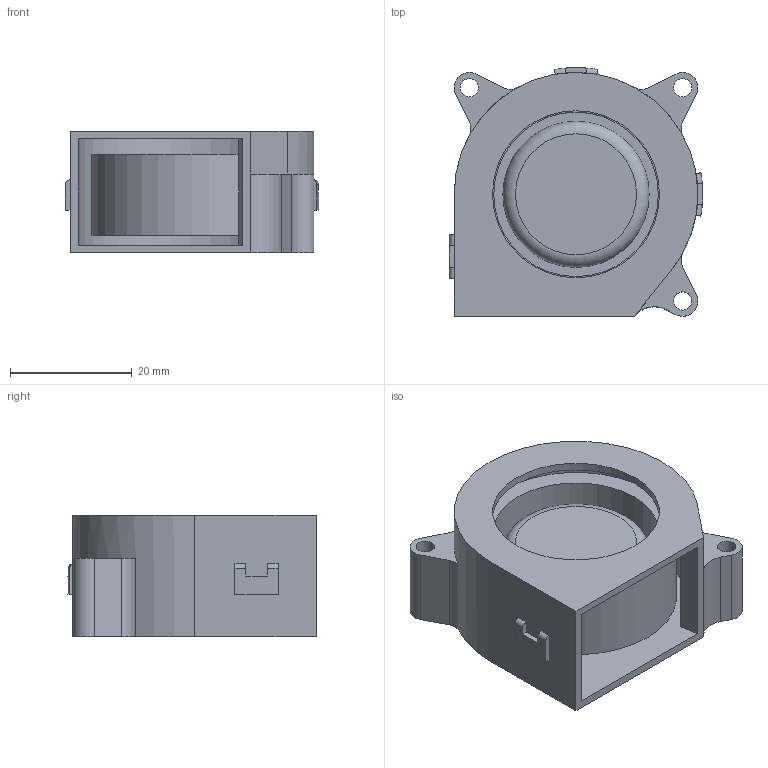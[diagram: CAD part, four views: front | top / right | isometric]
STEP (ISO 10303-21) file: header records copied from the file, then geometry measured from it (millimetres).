
FILE_DESCRIPTION(/* description */ ('STEP AP214'),/* implementation_level */ '2;1');
FILE_NAME(/* name */ 'Creality PB04020MS4.step',/* time_stamp */ '2024-09-03T19:59:48+02:00',/* author */ (''),/* organization */ (''),/* preprocessor_version */ 'ST-DEVELOPER v20',/* originating_system */ 'Autodesk Translation Framework v13.14.0.145',/* authorisation */ '');
FILE_SCHEMA (('AUTOMOTIVE_DESIGN { 1 0 10303 214 3 1 1 }'));
Length unit declared in the file: millimetre
Products named in the file (1): 01 MAIN ASM Ender_3
Bounding box: 41.59 x 40.79 x 20 mm (x, y, z)
Volume: 15772.2 mm3; surface area: 13640.3 mm2
Topology: 2 solids, 2 shells, 70 faces, 178 edges, 118 vertices
Faces by surface type: plane 43, cylinder 22, torus 5
Full cylindrical faces by diameter (mm): 3 x3, 24 x1, 27 x1, 27.4 x1, 33 x1
Entity records: 2185 total; most frequent: DIRECTION 391, CARTESIAN_POINT 367, ORIENTED_EDGE 356, EDGE_CURVE 178, AXIS2_PLACEMENT_3D 142, VERTEX_POINT 118, LINE 107, VECTOR 107
